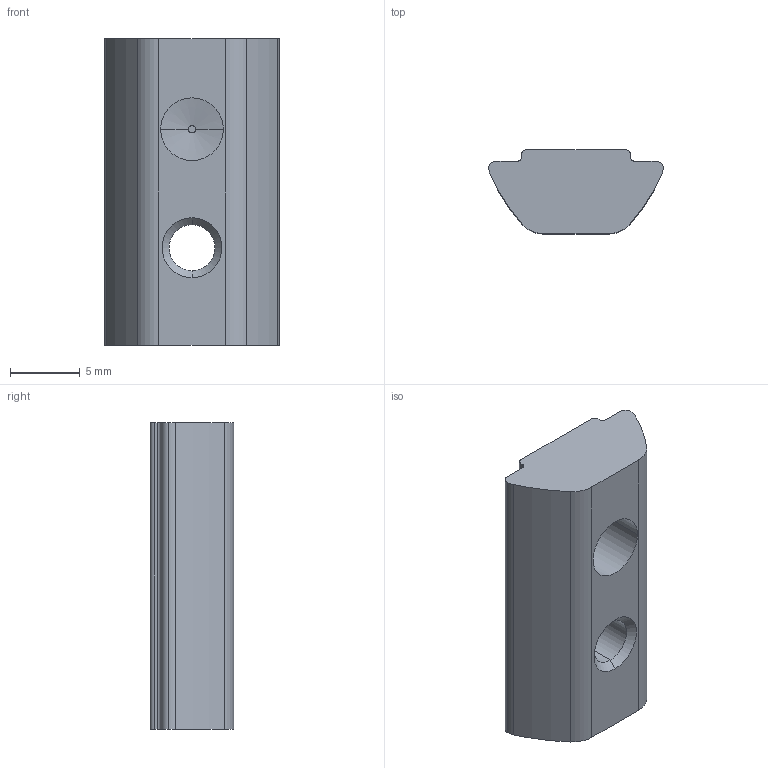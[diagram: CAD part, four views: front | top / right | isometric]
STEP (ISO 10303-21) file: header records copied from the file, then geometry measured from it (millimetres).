
FILE_DESCRIPTION (( 'STEP AP214' ), '1' );
FILE_NAME ('096404.STEP', '2014-08-18T08:24:25', ( '' ), ( '' ), 'SwSTEP 2.0', 'SolidWorks 2014', '' );
FILE_SCHEMA (( 'AUTOMOTIVE_DESIGN' ));
Length unit declared in the file: millimetre
Products named in the file (1): 096404
Bounding box: 12.5 x 6 x 22 mm (x, y, z)
Volume: 1160.1 mm3; surface area: 935.9 mm2
Topology: 1 solids, 1 shells, 31 faces, 78 edges, 50 vertices
Faces by surface type: cylinder 16, plane 9, cone 6
Entity records: 1002 total; most frequent: DIRECTION 180, CARTESIAN_POINT 160, ORIENTED_EDGE 156, EDGE_CURVE 78, AXIS2_PLACEMENT_3D 70, VERTEX_POINT 50, LINE 40, VECTOR 40
